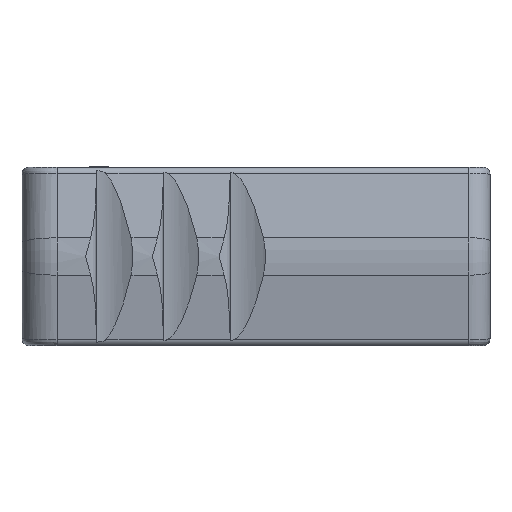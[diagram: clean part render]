
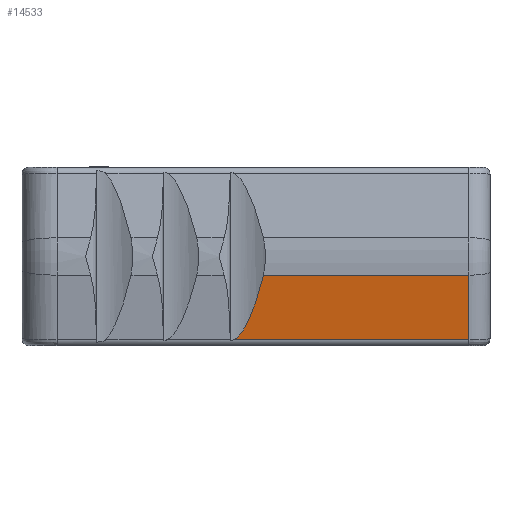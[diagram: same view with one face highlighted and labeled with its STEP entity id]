
A CAD part, front view. The second image highlights one B-rep face of the part: STEP entity #14533.
In plain terms, the highlighted planar face has unit normal (0, -0.989, -0.15).
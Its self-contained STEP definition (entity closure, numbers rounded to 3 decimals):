
#256 = DIRECTION ( 'NONE',  ( 1., 0., 0. ) ) ;
#318 = CARTESIAN_POINT ( 'NONE',  ( -1.5, -11.914, -5.925 ) ) ;
#415 = CARTESIAN_POINT ( 'NONE',  ( -16.138, -12.612, -1.327 ) ) ;
#449 = EDGE_CURVE ( 'NONE', #14297, #13045, #922, .T. ) ;
#922 = LINE ( 'NONE', #1350, #6668 ) ;
#1350 = CARTESIAN_POINT ( 'NONE',  ( -33.34, -12.612, -1.327 ) ) ;
#1521 = CARTESIAN_POINT ( 'NONE',  ( -18.244, -11.914, -5.925 ) ) ;
#1613 = CARTESIAN_POINT ( 'NONE',  ( -1.5, -12.612, -1.327 ) ) ;
#2605 = EDGE_LOOP ( 'NONE', ( #4413, #8682, #6154, #4815 ) ) ;
#2849 = CARTESIAN_POINT ( 'NONE',  ( -18.244, -11.914, -5.925 ) ) ;
#3064 = DIRECTION ( 'NONE',  ( 0., -0.15, 0.989 ) ) ;
#3078 = LINE ( 'NONE', #6674, #11914 ) ;
#3160 = DIRECTION ( 'NONE',  ( 1., 0., 0. ) ) ;
#3164 = DIRECTION ( 'NONE',  ( 0., 0.989, 0.15 ) ) ;
#4413 = ORIENTED_EDGE ( 'NONE', *, *, #4648, .F. ) ;
#4648 = EDGE_CURVE ( 'NONE', #12918, #14297, #6950, .T. ) ;
#4815 = ORIENTED_EDGE ( 'NONE', *, *, #449, .F. ) ;
#5066 = PLANE ( 'NONE',  #7700 ) ;
#5673 = FACE_OUTER_BOUND ( 'NONE', #2605, .T. ) ;
#6154 = ORIENTED_EDGE ( 'NONE', *, *, #12280, .T. ) ;
#6228 = CARTESIAN_POINT ( 'NONE',  ( -33.34, -11.85, -6.35 ) ) ;
#6668 = VECTOR ( 'NONE', #256, 1000. ) ;
#6674 = CARTESIAN_POINT ( 'NONE',  ( -33.34, -11.914, -5.925 ) ) ;
#6950 =( BOUNDED_CURVE ( )  B_SPLINE_CURVE ( 3, ( #2849, #7384, #10766, #415 ),
 .UNSPECIFIED., .F., .F. ) 
 B_SPLINE_CURVE_WITH_KNOTS ( ( 4, 4 ),
 ( 0.083, 0.556 ),
 .UNSPECIFIED. ) 
 CURVE ( )  GEOMETRIC_REPRESENTATION_ITEM ( )  RATIONAL_B_SPLINE_CURVE ( ( 1., 0.981, 0.981, 1. ) ) 
 REPRESENTATION_ITEM ( '' )  );
#7384 = CARTESIAN_POINT ( 'NONE',  ( -17.493, -11.977, -5.511 ) ) ;
#7700 = AXIS2_PLACEMENT_3D ( 'NONE', #6228, #3164, #3064 ) ;
#7935 = DIRECTION ( 'NONE',  ( 0., -0.15, 0.989 ) ) ;
#8218 = EDGE_CURVE ( 'NONE', #12918, #12773, #3078, .T. ) ;
#8230 = LINE ( 'NONE', #13673, #11308 ) ;
#8682 = ORIENTED_EDGE ( 'NONE', *, *, #8218, .T. ) ;
#10766 = CARTESIAN_POINT ( 'NONE',  ( -16.778, -12.214, -3.949 ) ) ;
#11308 = VECTOR ( 'NONE', #7935, 1000. ) ;
#11785 = CARTESIAN_POINT ( 'NONE',  ( -16.138, -12.612, -1.327 ) ) ;
#11914 = VECTOR ( 'NONE', #3160, 1000. ) ;
#12280 = EDGE_CURVE ( 'NONE', #12773, #13045, #8230, .T. ) ;
#12773 = VERTEX_POINT ( 'NONE', #318 ) ;
#12918 = VERTEX_POINT ( 'NONE', #1521 ) ;
#13045 = VERTEX_POINT ( 'NONE', #1613 ) ;
#13673 = CARTESIAN_POINT ( 'NONE',  ( -1.5, -12.612, -1.327 ) ) ;
#14297 = VERTEX_POINT ( 'NONE', #11785 ) ;
#14533 = ADVANCED_FACE ( 'NONE', ( #5673 ), #5066, .F. ) ;
